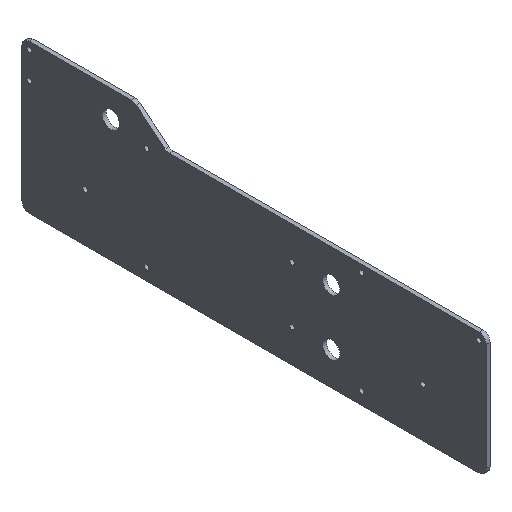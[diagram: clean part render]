
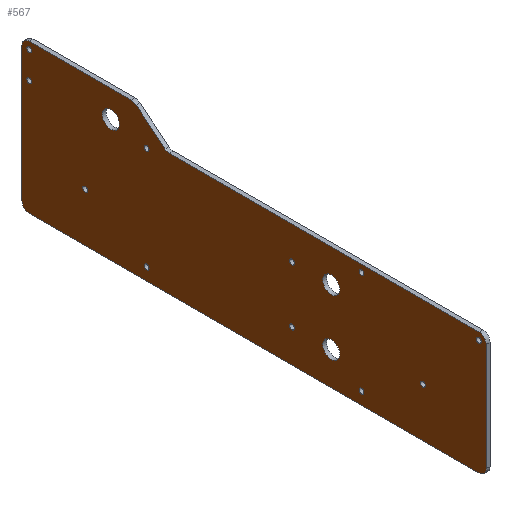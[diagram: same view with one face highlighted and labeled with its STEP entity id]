
A CAD part, isometric view. The second image highlights one B-rep face of the part: STEP entity #567.
In plain terms, the highlighted planar face has unit normal (-1, 0, 0).
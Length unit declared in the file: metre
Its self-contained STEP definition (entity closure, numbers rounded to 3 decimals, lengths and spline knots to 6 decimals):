
#12=CIRCLE('',#752,0.006);
#14=CIRCLE('',#756,0.006);
#16=CIRCLE('',#760,0.006);
#18=CIRCLE('',#764,0.006);
#20=CIRCLE('',#768,0.006);
#23=CIRCLE('',#773,0.007);
#25=CIRCLE('',#776,0.007);
#27=CIRCLE('',#779,0.002);
#29=CIRCLE('',#782,0.002);
#31=CIRCLE('',#785,0.002);
#33=CIRCLE('',#788,0.002);
#35=CIRCLE('',#791,0.002);
#37=CIRCLE('',#794,0.002);
#39=CIRCLE('',#797,0.002);
#41=CIRCLE('',#800,0.002);
#43=CIRCLE('',#803,0.002);
#45=CIRCLE('',#806,0.002);
#47=CIRCLE('',#809,0.007);
#48=CIRCLE('',#811,0.006);
#51=CIRCLE('',#815,0.002);
#174=ORIENTED_EDGE('',*,*,#200,.F.);
#175=ORIENTED_EDGE('',*,*,#260,.F.);
#176=ORIENTED_EDGE('',*,*,#231,.F.);
#177=ORIENTED_EDGE('',*,*,#228,.F.);
#178=ORIENTED_EDGE('',*,*,#225,.F.);
#179=ORIENTED_EDGE('',*,*,#222,.F.);
#180=ORIENTED_EDGE('',*,*,#219,.F.);
#181=ORIENTED_EDGE('',*,*,#216,.T.);
#182=ORIENTED_EDGE('',*,*,#213,.F.);
#183=ORIENTED_EDGE('',*,*,#210,.F.);
#184=ORIENTED_EDGE('',*,*,#207,.T.);
#185=ORIENTED_EDGE('',*,*,#204,.F.);
#186=ORIENTED_EDGE('',*,*,#259,.T.);
#187=ORIENTED_EDGE('',*,*,#257,.T.);
#188=ORIENTED_EDGE('',*,*,#255,.F.);
#189=ORIENTED_EDGE('',*,*,#253,.T.);
#190=ORIENTED_EDGE('',*,*,#251,.T.);
#191=ORIENTED_EDGE('',*,*,#249,.T.);
#192=ORIENTED_EDGE('',*,*,#247,.T.);
#193=ORIENTED_EDGE('',*,*,#245,.T.);
#194=ORIENTED_EDGE('',*,*,#243,.T.);
#195=ORIENTED_EDGE('',*,*,#241,.T.);
#196=ORIENTED_EDGE('',*,*,#239,.T.);
#197=ORIENTED_EDGE('',*,*,#237,.T.);
#198=ORIENTED_EDGE('',*,*,#235,.T.);
#199=ORIENTED_EDGE('',*,*,#263,.T.);
#200=EDGE_CURVE('',#264,#265,#316,.T.);
#204=EDGE_CURVE('',#265,#268,#12,.T.);
#207=EDGE_CURVE('',#270,#268,#321,.T.);
#210=EDGE_CURVE('',#270,#272,#14,.T.);
#213=EDGE_CURVE('',#272,#274,#325,.T.);
#216=EDGE_CURVE('',#276,#274,#16,.T.);
#219=EDGE_CURVE('',#276,#278,#329,.T.);
#222=EDGE_CURVE('',#278,#280,#18,.T.);
#225=EDGE_CURVE('',#280,#282,#333,.T.);
#228=EDGE_CURVE('',#282,#284,#20,.T.);
#231=EDGE_CURVE('',#284,#286,#337,.T.);
#235=EDGE_CURVE('',#289,#289,#23,.T.);
#237=EDGE_CURVE('',#291,#291,#25,.T.);
#239=EDGE_CURVE('',#293,#293,#27,.T.);
#241=EDGE_CURVE('',#295,#295,#29,.T.);
#243=EDGE_CURVE('',#297,#297,#31,.T.);
#245=EDGE_CURVE('',#299,#299,#33,.T.);
#247=EDGE_CURVE('',#301,#301,#35,.T.);
#249=EDGE_CURVE('',#303,#303,#37,.T.);
#251=EDGE_CURVE('',#305,#305,#39,.T.);
#253=EDGE_CURVE('',#307,#307,#41,.T.);
#255=EDGE_CURVE('',#309,#309,#43,.T.);
#257=EDGE_CURVE('',#311,#311,#45,.T.);
#259=EDGE_CURVE('',#313,#313,#47,.T.);
#260=EDGE_CURVE('',#286,#264,#48,.T.);
#263=EDGE_CURVE('',#315,#315,#51,.T.);
#264=VERTEX_POINT('',#983);
#265=VERTEX_POINT('',#984);
#268=VERTEX_POINT('',#992);
#270=VERTEX_POINT('',#998);
#272=VERTEX_POINT('',#1004);
#274=VERTEX_POINT('',#1010);
#276=VERTEX_POINT('',#1016);
#278=VERTEX_POINT('',#1022);
#280=VERTEX_POINT('',#1028);
#282=VERTEX_POINT('',#1034);
#284=VERTEX_POINT('',#1040);
#286=VERTEX_POINT('',#1046);
#289=VERTEX_POINT('',#1054);
#291=VERTEX_POINT('',#1059);
#293=VERTEX_POINT('',#1064);
#295=VERTEX_POINT('',#1069);
#297=VERTEX_POINT('',#1074);
#299=VERTEX_POINT('',#1079);
#301=VERTEX_POINT('',#1084);
#303=VERTEX_POINT('',#1089);
#305=VERTEX_POINT('',#1094);
#307=VERTEX_POINT('',#1099);
#309=VERTEX_POINT('',#1104);
#311=VERTEX_POINT('',#1109);
#313=VERTEX_POINT('',#1114);
#315=VERTEX_POINT('',#1122);
#316=LINE('',#982,#340);
#321=LINE('',#997,#345);
#325=LINE('',#1009,#349);
#329=LINE('',#1021,#353);
#333=LINE('',#1033,#357);
#337=LINE('',#1045,#361);
#340=VECTOR('',#822,1.);
#345=VECTOR('',#835,1.);
#349=VECTOR('',#847,1.);
#353=VECTOR('',#859,1.);
#357=VECTOR('',#871,1.);
#361=VECTOR('',#883,1.);
#419=EDGE_LOOP('',(#174,#175,#176,#177,#178,#179,#180,#181,#182,#183,#184,
#185));
#420=EDGE_LOOP('',(#186));
#421=EDGE_LOOP('',(#187));
#422=EDGE_LOOP('',(#188));
#423=EDGE_LOOP('',(#189));
#424=EDGE_LOOP('',(#190));
#425=EDGE_LOOP('',(#191));
#426=EDGE_LOOP('',(#192));
#427=EDGE_LOOP('',(#193));
#428=EDGE_LOOP('',(#194));
#429=EDGE_LOOP('',(#195));
#430=EDGE_LOOP('',(#196));
#431=EDGE_LOOP('',(#197));
#432=EDGE_LOOP('',(#198));
#433=EDGE_LOOP('',(#199));
#489=FACE_BOUND('',#419,.T.);
#490=FACE_BOUND('',#420,.T.);
#491=FACE_BOUND('',#421,.T.);
#492=FACE_BOUND('',#422,.T.);
#493=FACE_BOUND('',#423,.T.);
#494=FACE_BOUND('',#424,.T.);
#495=FACE_BOUND('',#425,.T.);
#496=FACE_BOUND('',#426,.T.);
#497=FACE_BOUND('',#427,.T.);
#498=FACE_BOUND('',#428,.T.);
#499=FACE_BOUND('',#429,.T.);
#500=FACE_BOUND('',#430,.T.);
#501=FACE_BOUND('',#431,.T.);
#502=FACE_BOUND('',#432,.T.);
#503=FACE_BOUND('',#433,.T.);
#511=PLANE('',#817);
#567=ADVANCED_FACE('',(#489,#490,#491,#492,#493,#494,#495,#496,#497,#498,
#499,#500,#501,#502,#503),#511,.F.);
#752=AXIS2_PLACEMENT_3D('',#991,#828,#829);
#756=AXIS2_PLACEMENT_3D('',#1003,#840,#841);
#760=AXIS2_PLACEMENT_3D('',#1015,#852,#853);
#764=AXIS2_PLACEMENT_3D('',#1027,#864,#865);
#768=AXIS2_PLACEMENT_3D('',#1039,#876,#877);
#773=AXIS2_PLACEMENT_3D('',#1053,#890,#891);
#776=AXIS2_PLACEMENT_3D('',#1058,#896,#897);
#779=AXIS2_PLACEMENT_3D('',#1063,#902,#903);
#782=AXIS2_PLACEMENT_3D('',#1068,#908,#909);
#785=AXIS2_PLACEMENT_3D('',#1073,#914,#915);
#788=AXIS2_PLACEMENT_3D('',#1078,#920,#921);
#791=AXIS2_PLACEMENT_3D('',#1083,#926,#927);
#794=AXIS2_PLACEMENT_3D('',#1088,#932,#933);
#797=AXIS2_PLACEMENT_3D('',#1093,#938,#939);
#800=AXIS2_PLACEMENT_3D('',#1098,#944,#945);
#803=AXIS2_PLACEMENT_3D('',#1103,#950,#951);
#806=AXIS2_PLACEMENT_3D('',#1108,#956,#957);
#809=AXIS2_PLACEMENT_3D('',#1113,#962,#963);
#811=AXIS2_PLACEMENT_3D('',#1116,#966,#967);
#815=AXIS2_PLACEMENT_3D('',#1121,#974,#975);
#817=AXIS2_PLACEMENT_3D('',#1124,#978,#979);
#822=DIRECTION('',(0.,0.,1.));
#828=DIRECTION('',(1.,0.,0.));
#829=DIRECTION('',(0.,0.,-1.));
#835=DIRECTION('',(0.,1.,0.));
#840=DIRECTION('',(1.,0.,0.));
#841=DIRECTION('',(0.,0.,-1.));
#847=DIRECTION('',(0.,-0.775,-0.632));
#852=DIRECTION('',(1.,0.,0.));
#853=DIRECTION('',(0.,0.,-1.));
#859=DIRECTION('',(0.,-1.,0.));
#864=DIRECTION('',(1.,0.,0.));
#865=DIRECTION('',(0.,0.,-1.));
#871=DIRECTION('',(0.,0.,-1.));
#876=DIRECTION('',(1.,0.,0.));
#877=DIRECTION('',(0.,0.,-1.));
#883=DIRECTION('',(0.,1.,0.));
#890=DIRECTION('',(1.,0.,0.));
#891=DIRECTION('',(0.,0.,-1.));
#896=DIRECTION('',(1.,0.,0.));
#897=DIRECTION('',(0.,0.,-1.));
#902=DIRECTION('',(1.,0.,0.));
#903=DIRECTION('',(0.,0.,-1.));
#908=DIRECTION('',(1.,0.,0.));
#909=DIRECTION('',(0.,0.,-1.));
#914=DIRECTION('',(1.,0.,0.));
#915=DIRECTION('',(0.,0.,-1.));
#920=DIRECTION('',(1.,0.,0.));
#921=DIRECTION('',(0.,0.,-1.));
#926=DIRECTION('',(1.,0.,0.));
#927=DIRECTION('',(0.,0.,-1.));
#932=DIRECTION('',(1.,0.,0.));
#933=DIRECTION('',(0.,0.,-1.));
#938=DIRECTION('',(1.,0.,0.));
#939=DIRECTION('',(0.,0.,-1.));
#944=DIRECTION('',(1.,0.,0.));
#945=DIRECTION('',(0.,0.,-1.));
#950=DIRECTION('',(-1.,0.,0.));
#951=DIRECTION('',(0.,0.,-1.));
#956=DIRECTION('',(1.,0.,0.));
#957=DIRECTION('',(0.,0.,-1.));
#962=DIRECTION('',(1.,0.,0.));
#963=DIRECTION('',(0.,0.,-1.));
#966=DIRECTION('',(1.,0.,0.));
#967=DIRECTION('',(0.,0.,-1.));
#974=DIRECTION('',(1.,0.,0.));
#975=DIRECTION('',(0.,0.,-1.));
#978=DIRECTION('',(1.,0.,0.));
#979=DIRECTION('',(0.,1.,0.));
#982=CARTESIAN_POINT('',(0.,0.1495,0.094921));
#983=CARTESIAN_POINT('',(0.,0.1495,0.089921));
#984=CARTESIAN_POINT('',(0.,0.1495,0.199921));
#991=CARTESIAN_POINT('',(0.,0.1435,0.199921));
#992=CARTESIAN_POINT('',(0.,0.1435,0.205921));
#997=CARTESIAN_POINT('',(0.,0.10173,0.205921));
#998=CARTESIAN_POINT('',(0.,0.059959,0.205921));
#1003=CARTESIAN_POINT('',(0.,0.059959,0.199921));
#1004=CARTESIAN_POINT('',(0.,0.05617,0.204573));
#1009=CARTESIAN_POINT('',(0.,0.04432,0.194921));
#1010=CARTESIAN_POINT('',(0.,0.032471,0.185269));
#1015=CARTESIAN_POINT('',(0.,0.028681,0.189921));
#1016=CARTESIAN_POINT('',(0.,0.028681,0.183921));
#1021=CARTESIAN_POINT('',(0.,-0.097909,0.183921));
#1022=CARTESIAN_POINT('',(0.,-0.2245,0.183921));
#1027=CARTESIAN_POINT('',(0.,-0.2245,0.177921));
#1028=CARTESIAN_POINT('',(0.,-0.2305,0.177921));
#1033=CARTESIAN_POINT('',(0.,-0.2305,0.094921));
#1034=CARTESIAN_POINT('',(0.,-0.2305,0.089921));
#1039=CARTESIAN_POINT('',(0.,-0.2245,0.089921));
#1040=CARTESIAN_POINT('',(0.,-0.2245,0.083921));
#1045=CARTESIAN_POINT('',(0.,0.1385,0.083921));
#1046=CARTESIAN_POINT('',(0.,0.1435,0.083921));
#1053=CARTESIAN_POINT('',(0.,-0.103825,0.156921));
#1054=CARTESIAN_POINT('',(0.,-0.103825,0.149921));
#1058=CARTESIAN_POINT('',(0.,-0.103825,0.110921));
#1059=CARTESIAN_POINT('',(0.,-0.103825,0.103921));
#1063=CARTESIAN_POINT('',(0.,-0.0715,0.110921));
#1064=CARTESIAN_POINT('',(0.,-0.0715,0.108921));
#1068=CARTESIAN_POINT('',(0.,-0.0715,0.156921));
#1069=CARTESIAN_POINT('',(0.,-0.0715,0.154921));
#1073=CARTESIAN_POINT('',(0.,-0.1285,0.093921));
#1074=CARTESIAN_POINT('',(0.,-0.1285,0.091921));
#1078=CARTESIAN_POINT('',(0.,0.0475,0.093921));
#1079=CARTESIAN_POINT('',(0.,0.0475,0.091921));
#1083=CARTESIAN_POINT('',(0.,0.0475,0.177921));
#1084=CARTESIAN_POINT('',(0.,0.0475,0.175921));
#1088=CARTESIAN_POINT('',(0.,-0.1285,0.177921));
#1089=CARTESIAN_POINT('',(0.,-0.1285,0.175921));
#1093=CARTESIAN_POINT('',(0.,0.1435,0.177921));
#1094=CARTESIAN_POINT('',(0.,0.1435,0.175921));
#1098=CARTESIAN_POINT('',(0.,-0.2245,0.177921));
#1099=CARTESIAN_POINT('',(0.,-0.2245,0.175921));
#1103=CARTESIAN_POINT('',(0.,0.0977,0.123921));
#1104=CARTESIAN_POINT('',(0.,0.0977,0.121921));
#1108=CARTESIAN_POINT('',(0.,0.1435,0.199921));
#1109=CARTESIAN_POINT('',(0.,0.1435,0.197921));
#1113=CARTESIAN_POINT('',(0.,0.076825,0.183921));
#1114=CARTESIAN_POINT('',(0.,0.076825,0.176921));
#1116=CARTESIAN_POINT('',(0.,0.1435,0.089921));
#1121=CARTESIAN_POINT('',(0.,-0.1787,0.123921));
#1122=CARTESIAN_POINT('',(0.,-0.1787,0.121921));
#1124=CARTESIAN_POINT('',(0.,-0.032225,0.140921));
